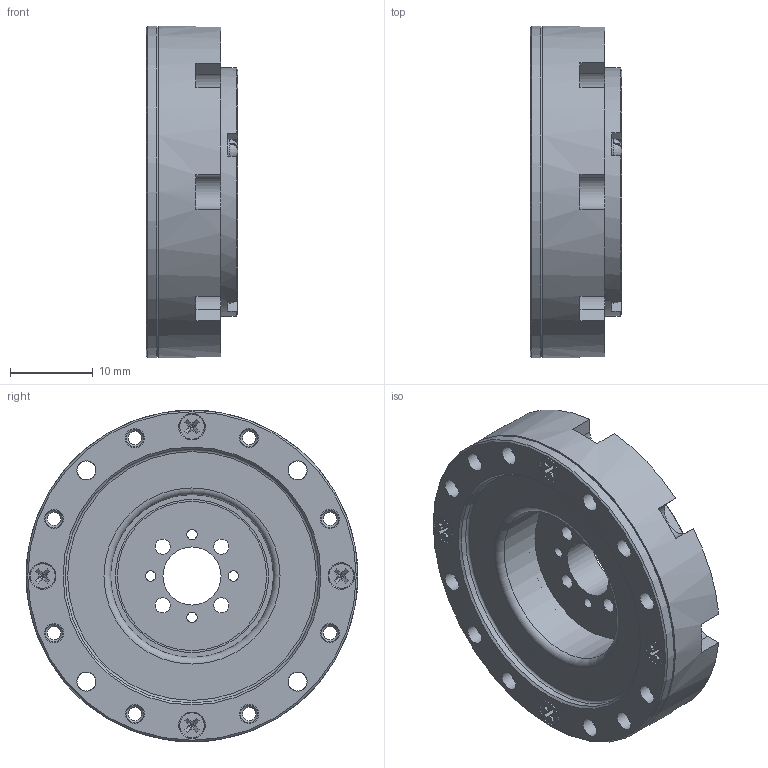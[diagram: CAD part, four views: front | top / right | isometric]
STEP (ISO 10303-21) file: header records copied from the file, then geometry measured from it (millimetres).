
FILE_DESCRIPTION(/* description */ ('STEP AP242','CAx-IF Rec.Pracs.---Representation and Presentation of Product Manufacturing Information (PMI)---4.0---2014-10-13','CAx-IF Rec.Pracs.---3D Tessellated Geometry---0.4---2014-09-14','2;1'),/* implementation_level */ '2;1');
FILE_NAME(/* name */ '6887698bd802c555011513a7',/* time_stamp */ '2025-07-28T12:14:04Z',/* author */ (''),/* organization */ (''),/* preprocessor_version */ 'ST-DEVELOPER v20',/* originating_system */ 'ONSHAPE BY PTC INC, 1.201',/* authorisation */ ' ');
FILE_SCHEMA (('AP242_MANAGED_MODEL_BASED_3D_ENGINEERING_MIM_LF { 1 0 10303 442 1 1 4 }'));
Length unit declared in the file: metre
Products named in the file (15): HD-08-xxx; M1.6-??_??; ??? ? ???? M2�5_M2�6; HD-08-??; HD-08-????_?? <1>; HD-08-??_??; HD-08-????_??; HD-08-??SLDPRT_??; HD-08????_?? <1>; B-2.0-??_??; 2.0-??_??; HD-08-??????; 31.0x1.5O??_??
Assembly tree (65 placements, depth 3):
  HD-08-xxx
    M1.6-??_??  x4
    ??? ? ???? M2�5_M2�6  x4
    HD-08-??
    HD-08-????_?? <1>
      HD-08-??_??
      HD-08-????_??
    HD-08-??SLDPRT_??
    HD-08????_?? <1>
      B-2.0-??_??  x23
      2.0-??_??  x23
      HD-08-??????
      HD-08-??????
      HD-08-??????
      31.0x1.5O??_??
      M1.6-??_??
Bounding box: 11.05 x 40 x 40 mm (x, y, z)
Volume: 7839.8 mm3; surface area: 13672.7 mm2
Topology: 63 solids, 63 shells, 780 faces, 1588 edges, 955 vertices
Faces by surface type: plane 379, cylinder 188, torus 121, cone 92
Full cylindrical faces by diameter (mm): 1.25 x17, 1.6 x13, 1.62 x1, 1.7 x12, 1.732 x4, 1.8 x4, 2 x54, 2.2 x8, 2.3 x16, 2.8 x5, 3 x4, 3.2 x4, 7 x1, 13.6 x1, 14.22 x2, 15.42 x2, 18 x1, 18.43 x2, 19.63 x2, 19.93 x1, 20.3 x1, 20.75 x1, 23 x1, 24 x2, 27.6 x1, 28 x1, 30 x3, 30.6 x1, 31 x2, 33.4 x1
Entity records: 9727 total; most frequent: DIRECTION 1742, CARTESIAN_POINT 1512, ORIENTED_EDGE 1196, AXIS2_PLACEMENT_3D 753, FACE_BOUND 655, EDGE_LOOP 642, EDGE_CURVE 598, VERTEX_POINT 483
